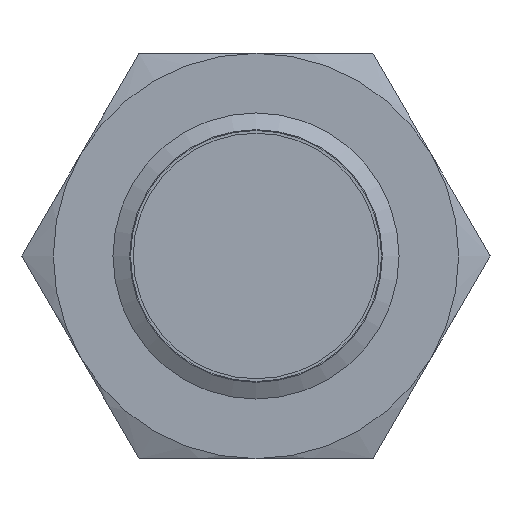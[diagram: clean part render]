
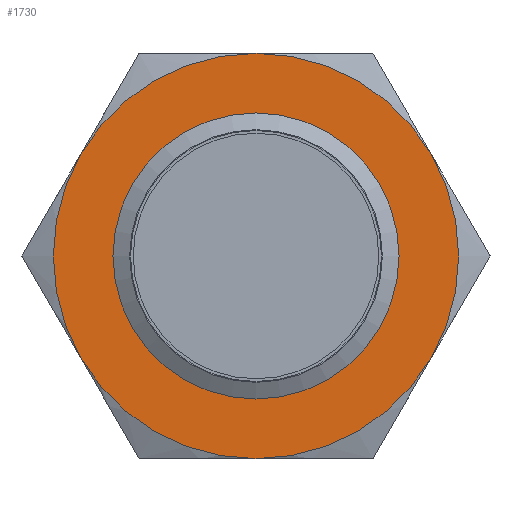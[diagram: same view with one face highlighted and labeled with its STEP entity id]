
A CAD part, left-side view. The second image highlights one B-rep face of the part: STEP entity #1730.
In plain terms, the highlighted planar face has unit normal (-1, 0, 0).
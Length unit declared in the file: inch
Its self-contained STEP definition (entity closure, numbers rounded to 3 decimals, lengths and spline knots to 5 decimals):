
#23 = CARTESIAN_POINT ( 'NONE',  ( 0.3937, 0., 0.23622 ) ) ;
#84 = AXIS2_PLACEMENT_3D ( 'NONE', #612, #2075, #2303 ) ;
#168 = ORIENTED_EDGE ( 'NONE', *, *, #2699, .F. ) ;
#207 = CARTESIAN_POINT ( 'NONE',  ( 0.3937, 0., 0. ) ) ;
#263 = VERTEX_POINT ( 'NONE', #2567 ) ;
#356 = FACE_OUTER_BOUND ( 'NONE', #2598, .T. ) ;
#494 = ORIENTED_EDGE ( 'NONE', *, *, #1454, .F. ) ;
#495 = EDGE_CURVE ( 'NONE', #1683, #1683, #1101, .T. ) ;
#612 = CARTESIAN_POINT ( 'NONE',  ( 0.3937, 0., 0. ) ) ;
#643 = DIRECTION ( 'NONE',  ( 0., 0., -1. ) ) ;
#663 = DIRECTION ( 'NONE',  ( 0., 0., 1. ) ) ;
#669 = DIRECTION ( 'NONE',  ( 1., 0., 0. ) ) ;
#702 = DIRECTION ( 'NONE',  ( 1., 0., 0. ) ) ;
#724 = AXIS2_PLACEMENT_3D ( 'NONE', #1725, #702, #2526 ) ;
#766 = DIRECTION ( 'NONE',  ( 0., 0., -1. ) ) ;
#807 = CARTESIAN_POINT ( 'NONE',  ( 0.3937, 0., 0. ) ) ;
#834 = EDGE_CURVE ( 'NONE', #1020, #1008, #1527, .T. ) ;
#870 = VERTEX_POINT ( 'NONE', #1014 ) ;
#891 = CARTESIAN_POINT ( 'NONE',  ( 0.3937, 0., 0. ) ) ;
#1000 = CARTESIAN_POINT ( 'NONE',  ( 0.3937, 0., 0. ) ) ;
#1008 = VERTEX_POINT ( 'NONE', #2022 ) ;
#1014 = CARTESIAN_POINT ( 'NONE',  ( 0.3937, -0.28981, -0.16732 ) ) ;
#1015 = DIRECTION ( 'NONE',  ( 1., 0., 0. ) ) ;
#1020 = VERTEX_POINT ( 'NONE', #1178 ) ;
#1064 = DIRECTION ( 'NONE',  ( 0., 1., 0. ) ) ;
#1073 = CIRCLE ( 'NONE', #84, 0.33465 ) ;
#1076 = ORIENTED_EDGE ( 'NONE', *, *, #1639, .F. ) ;
#1101 = CIRCLE ( 'NONE', #1404, 0.23622 ) ;
#1178 = CARTESIAN_POINT ( 'NONE',  ( 0.3937, 0.28981, 0.16732 ) ) ;
#1268 = AXIS2_PLACEMENT_3D ( 'NONE', #1000, #1456, #2289 ) ;
#1291 = AXIS2_PLACEMENT_3D ( 'NONE', #807, #1420, #766 ) ;
#1302 = ORIENTED_EDGE ( 'NONE', *, *, #2624, .F. ) ;
#1368 = CARTESIAN_POINT ( 'NONE',  ( 0.3937, 0., -0.33465 ) ) ;
#1404 = AXIS2_PLACEMENT_3D ( 'NONE', #1757, #1550, #663 ) ;
#1420 = DIRECTION ( 'NONE',  ( 1., 0., 0. ) ) ;
#1454 = EDGE_CURVE ( 'NONE', #2115, #263, #2291, .T. ) ;
#1456 = DIRECTION ( 'NONE',  ( 1., 0., 0. ) ) ;
#1484 = EDGE_LOOP ( 'NONE', ( #2307 ) ) ;
#1527 = CIRCLE ( 'NONE', #1268, 0.33465 ) ;
#1543 = ORIENTED_EDGE ( 'NONE', *, *, #834, .F. ) ;
#1550 = DIRECTION ( 'NONE',  ( -1., 0., 0. ) ) ;
#1639 = EDGE_CURVE ( 'NONE', #2571, #870, #1732, .T. ) ;
#1683 = VERTEX_POINT ( 'NONE', #23 ) ;
#1695 = CARTESIAN_POINT ( 'NONE',  ( 0.3937, 0., 0. ) ) ;
#1725 = CARTESIAN_POINT ( 'NONE',  ( 0.3937, 0., 0. ) ) ;
#1730 = ADVANCED_FACE ( 'NONE', ( #2664, #356 ), #2483, .F. ) ;
#1732 = CIRCLE ( 'NONE', #1949, 0.33465 ) ;
#1757 = CARTESIAN_POINT ( 'NONE',  ( 0.3937, 0., 0. ) ) ;
#1872 = DIRECTION ( 'NONE',  ( 0., 1., 0. ) ) ;
#1916 = ORIENTED_EDGE ( 'NONE', *, *, #2276, .F. ) ;
#1949 = AXIS2_PLACEMENT_3D ( 'NONE', #207, #2063, #643 ) ;
#1972 = CARTESIAN_POINT ( 'NONE',  ( 0.3937, -0.28981, 0.16732 ) ) ;
#2022 = CARTESIAN_POINT ( 'NONE',  ( 0.3937, 0., 0.33465 ) ) ;
#2063 = DIRECTION ( 'NONE',  ( 1., 0., 0. ) ) ;
#2075 = DIRECTION ( 'NONE',  ( 1., 0., 0. ) ) ;
#2115 = VERTEX_POINT ( 'NONE', #1368 ) ;
#2276 = EDGE_CURVE ( 'NONE', #263, #1020, #1073, .T. ) ;
#2286 = CIRCLE ( 'NONE', #2550, 0.33465 ) ;
#2289 = DIRECTION ( 'NONE',  ( 0., 1., 0. ) ) ;
#2291 = CIRCLE ( 'NONE', #724, 0.33465 ) ;
#2292 = CIRCLE ( 'NONE', #2554, 0.33465 ) ;
#2303 = DIRECTION ( 'NONE',  ( 0., 0., -1. ) ) ;
#2307 = ORIENTED_EDGE ( 'NONE', *, *, #495, .F. ) ;
#2483 = PLANE ( 'NONE',  #1291 ) ;
#2526 = DIRECTION ( 'NONE',  ( 0., 1., 0. ) ) ;
#2550 = AXIS2_PLACEMENT_3D ( 'NONE', #891, #1015, #1872 ) ;
#2554 = AXIS2_PLACEMENT_3D ( 'NONE', #1695, #669, #1064 ) ;
#2567 = CARTESIAN_POINT ( 'NONE',  ( 0.3937, 0.28981, -0.16732 ) ) ;
#2571 = VERTEX_POINT ( 'NONE', #1972 ) ;
#2598 = EDGE_LOOP ( 'NONE', ( #494, #168, #1076, #1302, #1543, #1916 ) ) ;
#2624 = EDGE_CURVE ( 'NONE', #1008, #2571, #2292, .T. ) ;
#2664 = FACE_BOUND ( 'NONE', #1484, .T. ) ;
#2699 = EDGE_CURVE ( 'NONE', #870, #2115, #2286, .T. ) ;
